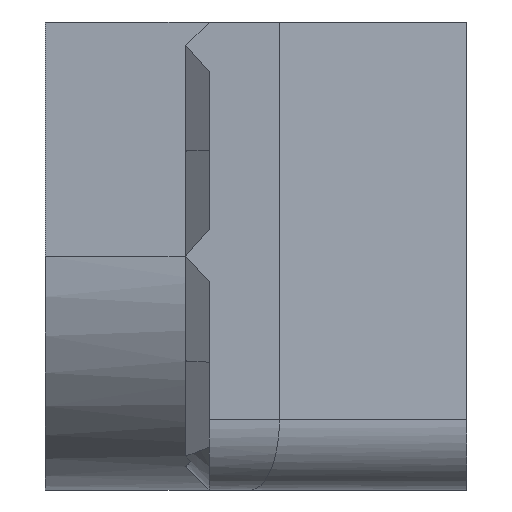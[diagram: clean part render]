
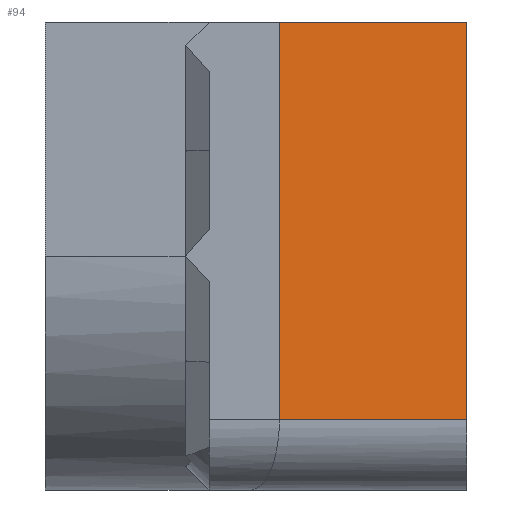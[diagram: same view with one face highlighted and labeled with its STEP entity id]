
A CAD part, left-side view. The second image highlights one B-rep face of the part: STEP entity #94.
In plain terms, the highlighted planar face has unit normal (-0.707, -0.707, 0).
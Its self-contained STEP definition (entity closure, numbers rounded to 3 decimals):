
#15 = DIRECTION ( 'NONE',  ( 0.707, -0.707, 0. ) ) ;
#21 = CARTESIAN_POINT ( 'NONE',  ( 4., -6., 10. ) ) ;
#23 = CARTESIAN_POINT ( 'NONE',  ( 4., -6., 10. ) ) ;
#30 = DIRECTION ( 'NONE',  ( 0., 0., -1. ) ) ;
#43 = DIRECTION ( 'NONE',  ( -0.707, 0.707, 0. ) ) ;
#44 = DIRECTION ( 'NONE',  ( 0.707, 0.707, 0. ) ) ;
#45 = CARTESIAN_POINT ( 'NONE',  ( 4., -6., 10. ) ) ;
#57 = PLANE ( 'NONE',  #283 ) ;
#94 = ADVANCED_FACE ( 'NONE', ( #1115 ), #57, .F. ) ;
#179 = EDGE_CURVE ( 'NONE', #1309, #1315, #1110, .T. ) ;
#181 = EDGE_CURVE ( 'NONE', #1299, #1309, #1107, .T. ) ;
#191 = EDGE_CURVE ( 'NONE', #1299, #1316, #1088, .T. ) ;
#203 = EDGE_CURVE ( 'NONE', #1316, #1315, #1066, .T. ) ;
#283 = AXIS2_PLACEMENT_3D ( 'NONE', #45, #44, #43 ) ;
#823 = CARTESIAN_POINT ( 'NONE',  ( 0., -2., 10. ) ) ;
#834 = CARTESIAN_POINT ( 'NONE',  ( 4., -6., 10. ) ) ;
#840 = CARTESIAN_POINT ( 'NONE',  ( 4., -6., 1.5 ) ) ;
#841 = CARTESIAN_POINT ( 'NONE',  ( 0., -2., 1.5 ) ) ;
#1063 = VECTOR ( 'NONE', #1587, 1000. ) ;
#1066 = LINE ( 'NONE', #1596, #1063 ) ;
#1085 = VECTOR ( 'NONE', #1654, 1000. ) ;
#1088 = LINE ( 'NONE', #1657, #1085 ) ;
#1102 = VECTOR ( 'NONE', #15, 1000. ) ;
#1106 = VECTOR ( 'NONE', #30, 1000. ) ;
#1107 = LINE ( 'NONE', #21, #1102 ) ;
#1110 = LINE ( 'NONE', #23, #1106 ) ;
#1115 = FACE_OUTER_BOUND ( 'NONE', #1258, .T. ) ;
#1258 = EDGE_LOOP ( 'NONE', ( #1287, #1288, #1289, #1290 ) ) ;
#1287 = ORIENTED_EDGE ( 'NONE', *, *, #191, .T. ) ;
#1288 = ORIENTED_EDGE ( 'NONE', *, *, #203, .T. ) ;
#1289 = ORIENTED_EDGE ( 'NONE', *, *, #179, .F. ) ;
#1290 = ORIENTED_EDGE ( 'NONE', *, *, #181, .F. ) ;
#1299 = VERTEX_POINT ( 'NONE', #823 ) ;
#1309 = VERTEX_POINT ( 'NONE', #834 ) ;
#1315 = VERTEX_POINT ( 'NONE', #840 ) ;
#1316 = VERTEX_POINT ( 'NONE', #841 ) ;
#1587 = DIRECTION ( 'NONE',  ( 0.707, -0.707, 0. ) ) ;
#1596 = CARTESIAN_POINT ( 'NONE',  ( 4., -6., 1.5 ) ) ;
#1654 = DIRECTION ( 'NONE',  ( 0., 0., -1. ) ) ;
#1657 = CARTESIAN_POINT ( 'NONE',  ( 0., -2., 10. ) ) ;
